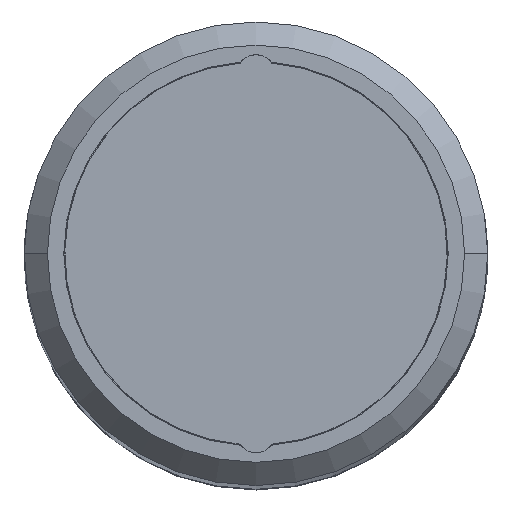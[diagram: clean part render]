
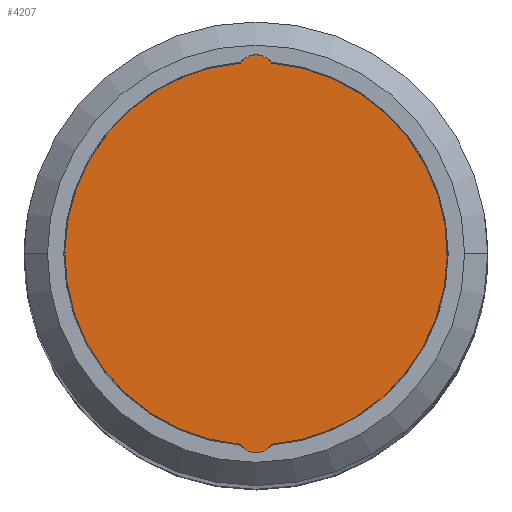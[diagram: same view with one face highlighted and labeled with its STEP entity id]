
A CAD part, top view. The second image highlights one B-rep face of the part: STEP entity #4207.
In plain terms, the highlighted face is planar.
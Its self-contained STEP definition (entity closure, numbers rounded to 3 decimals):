
#2956=CARTESIAN_POINT('',(4.65,0.,0.));
#2957=DIRECTION('',(0.,0.,-1.));
#2958=DIRECTION('',(0.566,0.825,0.));
#2959=AXIS2_PLACEMENT_3D('',#2956,#2957,#2958);
#2964=CARTESIAN_POINT('',(0.,0.,0.));
#2965=DIRECTION('',(0.,0.,-1.));
#2966=DIRECTION('',(-0.855,0.519,0.));
#2967=AXIS2_PLACEMENT_3D('',#2964,#2965,#2966);
#2972=CARTESIAN_POINT('',(0.,0.,0.));
#2973=DIRECTION('',(0.,0.,-1.));
#2974=DIRECTION('',(-0.997,0.083,0.));
#2975=AXIS2_PLACEMENT_3D('',#2972,#2973,#2974);
#2980=CARTESIAN_POINT('',(-4.65,0.,0.));
#2981=DIRECTION('',(0.,0.,-1.));
#2982=DIRECTION('',(-0.566,-0.825,0.));
#2983=AXIS2_PLACEMENT_3D('',#2980,#2981,#2982);
#2988=CARTESIAN_POINT('',(0.,0.,0.));
#2989=DIRECTION('',(0.,0.,-1.));
#2990=DIRECTION('',(0.855,-0.519,0.));
#2991=AXIS2_PLACEMENT_3D('',#2988,#2989,#2990);
#2996=CARTESIAN_POINT('',(0.,0.,0.));
#2997=DIRECTION('',(0.,0.,-1.));
#2998=DIRECTION('',(0.997,-0.083,0.));
#2999=AXIS2_PLACEMENT_3D('',#2996,#2997,#2998);
#3108=CARTESIAN_POINT('',(4.933,0.412,0.));
#3109=CARTESIAN_POINT('',(4.933,-0.412,0.));
#3110=VERTEX_POINT('',#3108);
#3111=VERTEX_POINT('',#3109);
#3112=CARTESIAN_POINT('',(-4.933,-0.412,0.));
#3113=CARTESIAN_POINT('',(-4.933,0.412,0.));
#3114=VERTEX_POINT('',#3112);
#3115=VERTEX_POINT('',#3113);
#3219=CARTESIAN_POINT('',(-4.232,2.568,0.));
#3221=VERTEX_POINT('',#3219);
#3223=CARTESIAN_POINT('',(4.232,-2.568,0.));
#3225=VERTEX_POINT('',#3223);
#4192=CARTESIAN_POINT('',(0.,0.,0.));
#4193=DIRECTION('',(0.,0.,1.));
#4194=DIRECTION('',(1.,0.,0.));
#4195=AXIS2_PLACEMENT_3D('',#4192,#4193,#4194);
#4196=PLANE('',#4195);
#4198=ORIENTED_EDGE('',*,*,#4197,.F.);
#4199=ORIENTED_EDGE('',*,*,#4138,.F.);
#4200=ORIENTED_EDGE('',*,*,#4179,.F.);
#4202=ORIENTED_EDGE('',*,*,#4201,.F.);
#4203=ORIENTED_EDGE('',*,*,#4169,.F.);
#4204=ORIENTED_EDGE('',*,*,#4148,.F.);
#4205=EDGE_LOOP('',(#4198,#4199,#4200,#4202,#4203,#4204));
#4206=FACE_OUTER_BOUND('',#4205,.F.);
#4207=ADVANCED_FACE('',(#4206),#4196,.F.);
#2960=CIRCLE('',#2959,0.5);
#2968=CIRCLE('',#2967,4.95);
#2976=CIRCLE('',#2975,4.95);
#2984=CIRCLE('',#2983,0.5);
#2992=CIRCLE('',#2991,4.95);
#3000=CIRCLE('',#2999,4.95);
#4138=EDGE_CURVE('',#3221,#3110,#2968,.T.);
#4148=EDGE_CURVE('',#3111,#3225,#3000,.T.);
#4169=EDGE_CURVE('',#3225,#3114,#2992,.T.);
#4179=EDGE_CURVE('',#3115,#3221,#2976,.T.);
#4197=EDGE_CURVE('',#3110,#3111,#2960,.T.);
#4201=EDGE_CURVE('',#3114,#3115,#2984,.T.);
